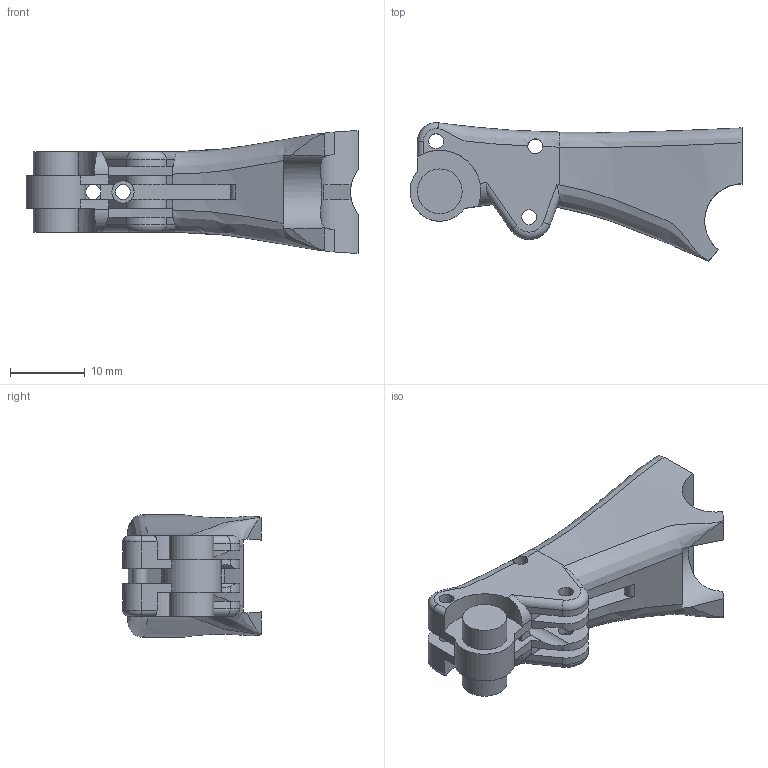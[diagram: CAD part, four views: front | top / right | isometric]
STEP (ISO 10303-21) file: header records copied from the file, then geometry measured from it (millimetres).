
FILE_DESCRIPTION(/* description */ ('STEP AP214'),/* implementation_level */ '2;1');
FILE_NAME(/* name */ '683c51064258294a187f3d58',/* time_stamp */ '2025-06-01T13:09:27Z',/* author */ (''),/* organization */ (''),/* preprocessor_version */ 'ST-DEVELOPER v20',/* originating_system */ 'ONSHAPE BY PTC INC, 1.198',/* authorisation */ ' ');
FILE_SCHEMA (('AUTOMOTIVE_DESIGN {1 0 10303 214 3 1 1}'));
Length unit declared in the file: metre
Products named in the file (1): PLP_BEARING_15
Bounding box: 44.5 x 18.56 x 16.4 mm (x, y, z)
Volume: 5179.3 mm3; surface area: 3461.8 mm2
Topology: 1 solids, 1 shells, 102 faces, 296 edges, 190 vertices
Faces by surface type: plane 44, cylinder 38, bspline 16, torus 4
Full cylindrical faces by diameter (mm): 2 x10, 3 x1, 6 x2
Entity records: 4410 total; most frequent: CARTESIAN_POINT 1901, ORIENTED_EDGE 552, DIRECTION 445, EDGE_CURVE 276, VERTEX_POINT 183, AXIS2_PLACEMENT_3D 164, EDGE_LOOP 133, FACE_BOUND 133
